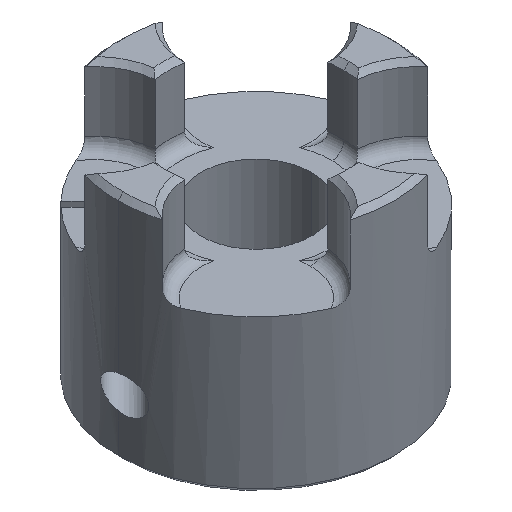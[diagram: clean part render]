
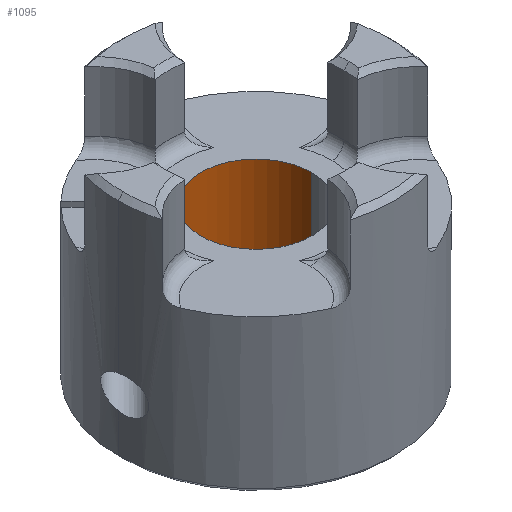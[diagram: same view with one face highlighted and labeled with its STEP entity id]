
A CAD part, isometric view. The second image highlights one B-rep face of the part: STEP entity #1095.
In plain terms, the highlighted cylindrical face has radius 11 mm (diameter 22 mm), a partial arc.
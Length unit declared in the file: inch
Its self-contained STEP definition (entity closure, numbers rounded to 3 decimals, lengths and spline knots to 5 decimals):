
#34 = AXIS2_PLACEMENT_3D ( 'NONE', #352, #2068, #604 ) ;
#169 = CARTESIAN_POINT ( 'NONE',  ( 0.43307, 0., 1.205 ) ) ;
#173 = ORIENTED_EDGE ( 'NONE', *, *, #903, .T. ) ;
#204 = VECTOR ( 'NONE', #2393, 39.37008 ) ;
#208 = CARTESIAN_POINT ( 'NONE',  ( 0., 0., 0. ) ) ;
#219 = DIRECTION ( 'NONE',  ( 1., 0., 0. ) ) ;
#237 = CARTESIAN_POINT ( 'NONE',  ( 0.43307, 0., 0. ) ) ;
#243 = AXIS2_PLACEMENT_3D ( 'NONE', #2856, #1404, #3087 ) ;
#297 = VERTEX_POINT ( 'NONE', #472 ) ;
#352 = CARTESIAN_POINT ( 'NONE',  ( 0., 0., 0.04 ) ) ;
#411 = CIRCLE ( 'NONE', #34, 0.43307 ) ;
#447 = ORIENTED_EDGE ( 'NONE', *, *, #3010, .T. ) ;
#472 = CARTESIAN_POINT ( 'NONE',  ( 0.43307, 0., 0.04 ) ) ;
#501 = DIRECTION ( 'NONE',  ( 0., 0., 1. ) ) ;
#579 = CARTESIAN_POINT ( 'NONE',  ( -0.28428, 0.3267, 0.04 ) ) ;
#601 = ORIENTED_EDGE ( 'NONE', *, *, #1489, .T. ) ;
#604 = DIRECTION ( 'NONE',  ( -1., 0., 0. ) ) ;
#607 = EDGE_CURVE ( 'NONE', #1673, #3088, #887, .T. ) ;
#887 = LINE ( 'NONE', #953, #204 ) ;
#903 = EDGE_CURVE ( 'NONE', #1673, #297, #411, .T. ) ;
#953 = CARTESIAN_POINT ( 'NONE',  ( -0.28428, 0.3267, 0. ) ) ;
#978 = ORIENTED_EDGE ( 'NONE', *, *, #607, .F. ) ;
#1095 = ADVANCED_FACE ( 'NONE', ( #2963 ), #2886, .F. ) ;
#1404 = DIRECTION ( 'NONE',  ( 0., 0., 1. ) ) ;
#1489 = EDGE_CURVE ( 'NONE', #2890, #3088, #2534, .T. ) ;
#1673 = VERTEX_POINT ( 'NONE', #579 ) ;
#1750 = CARTESIAN_POINT ( 'NONE',  ( -0.28428, 0.3267, 1.205 ) ) ;
#1942 = DIRECTION ( 'NONE',  ( 0., 0., 1. ) ) ;
#2068 = DIRECTION ( 'NONE',  ( 0., 0., -1. ) ) ;
#2309 = VECTOR ( 'NONE', #501, 39.37008 ) ;
#2393 = DIRECTION ( 'NONE',  ( 0., 0., 1. ) ) ;
#2534 = CIRCLE ( 'NONE', #243, 0.43307 ) ;
#2734 = EDGE_LOOP ( 'NONE', ( #173, #447, #601, #978 ) ) ;
#2800 = LINE ( 'NONE', #237, #2309 ) ;
#2835 = AXIS2_PLACEMENT_3D ( 'NONE', #208, #1942, #219 ) ;
#2856 = CARTESIAN_POINT ( 'NONE',  ( 0., 0., 1.205 ) ) ;
#2886 = CYLINDRICAL_SURFACE ( 'NONE', #2835, 0.43307 ) ;
#2890 = VERTEX_POINT ( 'NONE', #169 ) ;
#2963 = FACE_OUTER_BOUND ( 'NONE', #2734, .T. ) ;
#3010 = EDGE_CURVE ( 'NONE', #297, #2890, #2800, .T. ) ;
#3087 = DIRECTION ( 'NONE',  ( 1., 0., 0. ) ) ;
#3088 = VERTEX_POINT ( 'NONE', #1750 ) ;
